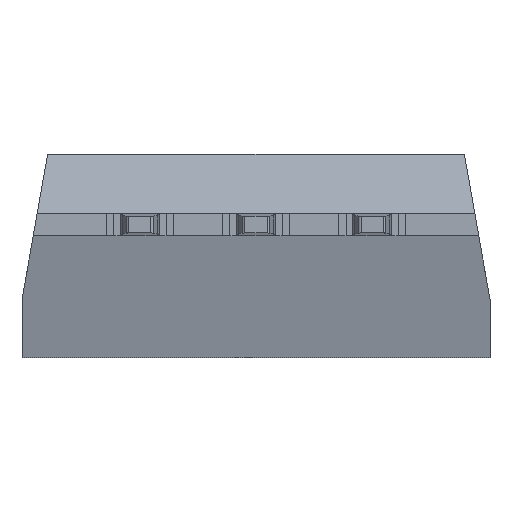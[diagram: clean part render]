
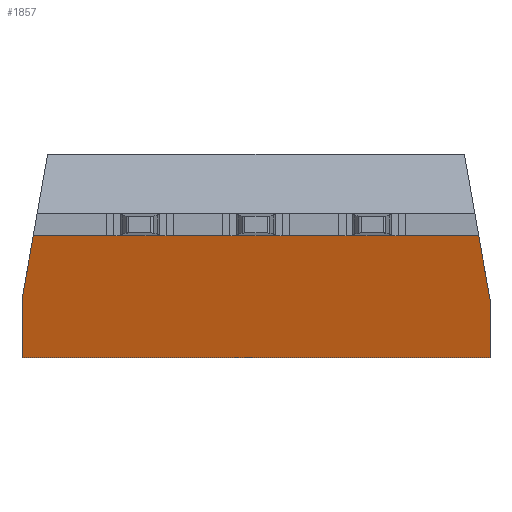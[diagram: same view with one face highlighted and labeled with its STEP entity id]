
A CAD part, front view. The second image highlights one B-rep face of the part: STEP entity #1857.
In plain terms, the highlighted planar face has unit normal (0, -0.966, -0.259).
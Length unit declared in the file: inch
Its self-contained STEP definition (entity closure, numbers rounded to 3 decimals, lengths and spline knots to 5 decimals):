
#19 = VERTEX_POINT ( 'NONE', #1389 ) ;
#65 = DIRECTION ( 'NONE',  ( 0.168, 0.255, -0.952 ) ) ;
#106 = ORIENTED_EDGE ( 'NONE', *, *, #1256, .T. ) ;
#165 = CARTESIAN_POINT ( 'NONE',  ( 0.2015, 0.18713, -0.1145 ) ) ;
#184 = LINE ( 'NONE', #2853, #937 ) ;
#212 = EDGE_CURVE ( 'NONE', #1226, #19, #242, .T. ) ;
#242 = LINE ( 'NONE', #972, #2578 ) ;
#260 = CARTESIAN_POINT ( 'NONE',  ( 0.1918, 0.159, -0.0095 ) ) ;
#299 = VERTEX_POINT ( 'NONE', #1220 ) ;
#358 = VERTEX_POINT ( 'NONE', #260 ) ;
#455 = EDGE_CURVE ( 'NONE', #358, #2470, #184, .T. ) ;
#637 = ORIENTED_EDGE ( 'NONE', *, *, #2526, .F. ) ;
#667 = CARTESIAN_POINT ( 'NONE',  ( 0.2015, 0.159, -0.0095 ) ) ;
#686 = CARTESIAN_POINT ( 'NONE',  ( -0.2015, 0.159, -0.0095 ) ) ;
#726 = LINE ( 'NONE', #667, #1478 ) ;
#902 = ORIENTED_EDGE ( 'NONE', *, *, #212, .F. ) ;
#937 = VECTOR ( 'NONE', #65, 39.37008 ) ;
#950 = AXIS2_PLACEMENT_3D ( 'NONE', #3176, #2199, #1432 ) ;
#972 = CARTESIAN_POINT ( 'NONE',  ( 0.2015, 0.18713, -0.1145 ) ) ;
#1009 = LINE ( 'NONE', #686, #2424 ) ;
#1083 = FACE_OUTER_BOUND ( 'NONE', #3160, .T. ) ;
#1212 = DIRECTION ( 'NONE',  ( 0., 0.259, -0.966 ) ) ;
#1220 = CARTESIAN_POINT ( 'NONE',  ( -0.1918, 0.159, -0.0095 ) ) ;
#1226 = VERTEX_POINT ( 'NONE', #165 ) ;
#1256 = EDGE_CURVE ( 'NONE', #358, #299, #726, .T. ) ;
#1327 = EDGE_CURVE ( 'NONE', #1630, #19, #1009, .T. ) ;
#1389 = CARTESIAN_POINT ( 'NONE',  ( -0.2015, 0.18713, -0.1145 ) ) ;
#1390 = VECTOR ( 'NONE', #2110, 39.37008 ) ;
#1432 = DIRECTION ( 'NONE',  ( 0., -0.259, 0.966 ) ) ;
#1478 = VECTOR ( 'NONE', #2437, 39.37008 ) ;
#1630 = VERTEX_POINT ( 'NONE', #2333 ) ;
#1805 = ORIENTED_EDGE ( 'NONE', *, *, #3029, .F. ) ;
#1857 = ADVANCED_FACE ( 'NONE', ( #1083 ), #2686, .F. ) ;
#1979 = DIRECTION ( 'NONE',  ( -1., 0., 0. ) ) ;
#2014 = VECTOR ( 'NONE', #2831, 39.37008 ) ;
#2096 = CARTESIAN_POINT ( 'NONE',  ( 0.2015, 0.159, -0.0095 ) ) ;
#2110 = DIRECTION ( 'NONE',  ( 0., 0.259, -0.966 ) ) ;
#2199 = DIRECTION ( 'NONE',  ( 0., 0.966, 0.259 ) ) ;
#2333 = CARTESIAN_POINT ( 'NONE',  ( -0.2015, 0.17374, -0.0645 ) ) ;
#2424 = VECTOR ( 'NONE', #1212, 39.37008 ) ;
#2437 = DIRECTION ( 'NONE',  ( -1., 0., 0. ) ) ;
#2470 = VERTEX_POINT ( 'NONE', #3090 ) ;
#2526 = EDGE_CURVE ( 'NONE', #2470, #1226, #2727, .T. ) ;
#2561 = ORIENTED_EDGE ( 'NONE', *, *, #1327, .T. ) ;
#2571 = LINE ( 'NONE', #2576, #2014 ) ;
#2576 = CARTESIAN_POINT ( 'NONE',  ( -0.18071, 0.14215, 0.05338 ) ) ;
#2578 = VECTOR ( 'NONE', #1979, 39.37008 ) ;
#2634 = ORIENTED_EDGE ( 'NONE', *, *, #455, .F. ) ;
#2686 = PLANE ( 'NONE',  #950 ) ;
#2727 = LINE ( 'NONE', #2096, #1390 ) ;
#2831 = DIRECTION ( 'NONE',  ( 0.168, -0.255, 0.952 ) ) ;
#2853 = CARTESIAN_POINT ( 'NONE',  ( 0.19208, 0.15942, -0.01105 ) ) ;
#3029 = EDGE_CURVE ( 'NONE', #1630, #299, #2571, .T. ) ;
#3090 = CARTESIAN_POINT ( 'NONE',  ( 0.2015, 0.17374, -0.0645 ) ) ;
#3160 = EDGE_LOOP ( 'NONE', ( #1805, #2561, #902, #637, #2634, #106 ) ) ;
#3176 = CARTESIAN_POINT ( 'NONE',  ( 0.2015, 0.159, -0.0095 ) ) ;
